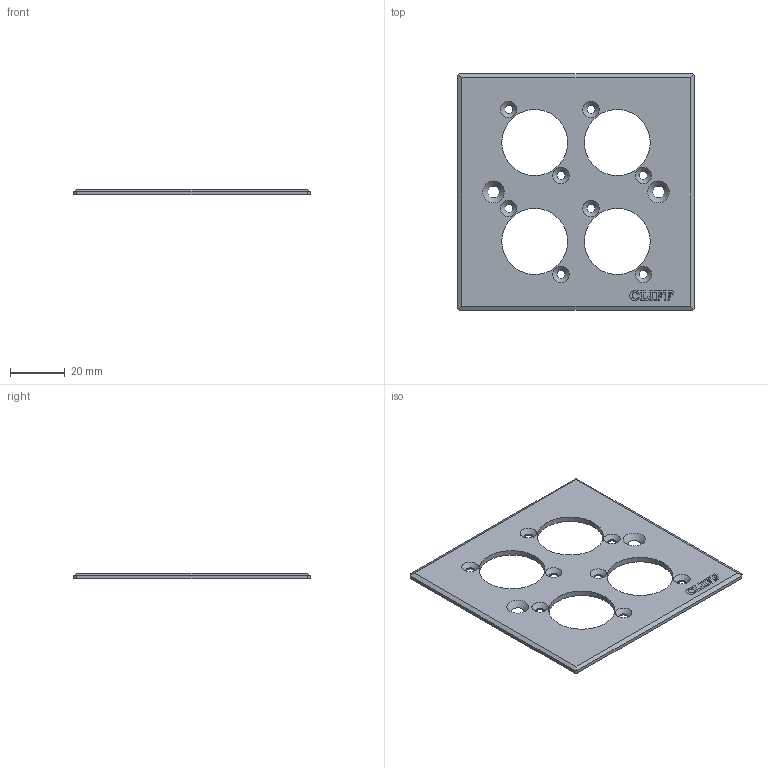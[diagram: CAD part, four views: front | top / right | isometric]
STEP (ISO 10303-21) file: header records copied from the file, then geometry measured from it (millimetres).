
FILE_DESCRIPTION(/* description */ (''),/* implementation_level */ '2;1');
FILE_NAME(/* name */ 'CP30500C Cliff faceplate.stp',/* time_stamp */ '2025-04-17T10:19:29+01:00',/* author */ ('tottley'),/* organization */ (''),/* preprocessor_version */ 'ST-DEVELOPER v20',/* originating_system */ 'Autodesk Inventor 2025',/* authorisation */ '');
FILE_SCHEMA (('AUTOMOTIVE_DESIGN { 1 0 10303 214 3 1 1 }'));
Length unit declared in the file: millimetre
Products named in the file (1): CP30500 faceplate 4x
Bounding box: 86 x 86 x 2 mm (x, y, z)
Volume: 10629.8 mm3; surface area: 12225.9 mm2
Topology: 1 solids, 1 shells, 359 faces, 991 edges, 658 vertices
Faces by surface type: plane 242, bspline 91, cylinder 16, cone 10
Full cylindrical faces by diameter (mm): 3 x8, 24 x4
Entity records: 12271 total; most frequent: CARTESIAN_POINT 3212, ORIENTED_EDGE 1982, DIRECTION 1395, EDGE_CURVE 991, LINE 761, VECTOR 761, VERTEX_POINT 658, EDGE_LOOP 411
